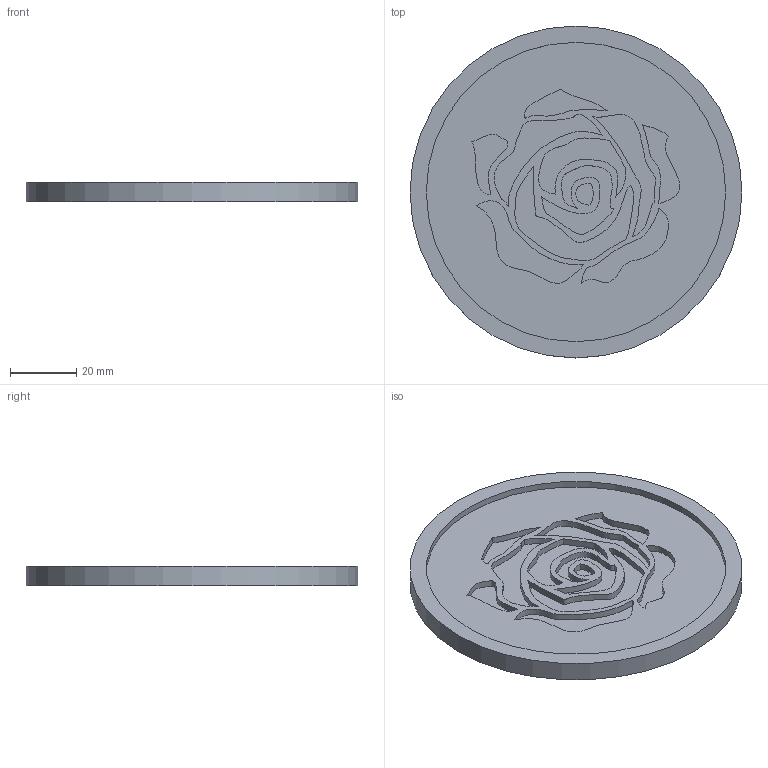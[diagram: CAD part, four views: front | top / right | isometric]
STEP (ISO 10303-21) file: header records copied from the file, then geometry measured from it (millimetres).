
FILE_DESCRIPTION(/* description */ (''),/* implementation_level */ '2;1');
FILE_NAME(/* name */ '5fc02a57d5b4330e871182d3',/* time_stamp */ '2020-11-26T22:21:11+00:00',/* author */ (''),/* organization */ (''),/* preprocessor_version */ 'ST-DEVELOPER v16.7',/* originating_system */ $,/* authorisation */ $);
FILE_SCHEMA (('AUTOMOTIVE_DESIGN {1 0 10303 214 3 1 1}'));
Length unit declared in the file: metre
Products named in the file (1): Part 1
Bounding box: 100 x 100 x 6 mm (x, y, z)
Volume: 30569.6 mm3; surface area: 19894.2 mm2
Topology: 1 solids, 1 shells, 48 faces, 102 edges, 68 vertices
Faces by surface type: bspline 30, plane 16, cylinder 2
Full cylindrical faces by diameter (mm): 90.189 x1, 100 x1
Entity records: 3184 total; most frequent: CARTESIAN_POINT 2321, ORIENTED_EDGE 200, EDGE_CURVE 100, DIRECTION 82, VERTEX_POINT 68, EDGE_LOOP 62, FACE_BOUND 62, B_SPLINE_CURVE_WITH_KNOTS 60
